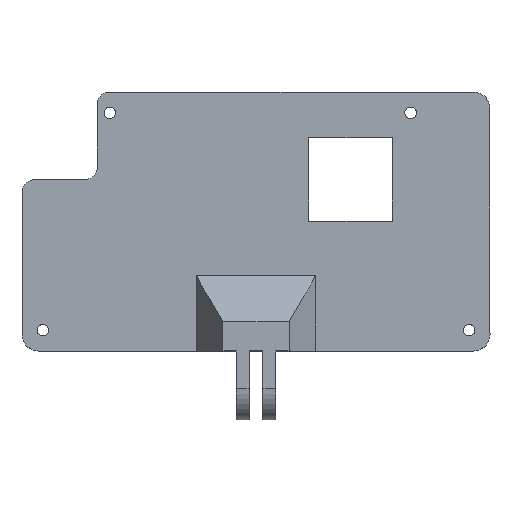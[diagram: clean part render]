
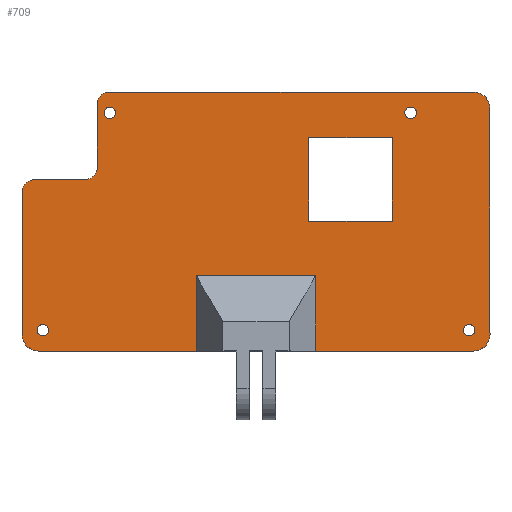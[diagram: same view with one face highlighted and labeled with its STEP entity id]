
A CAD part, top view. The second image highlights one B-rep face of the part: STEP entity #709.
In plain terms, the highlighted planar face has unit normal (0, 0, 1).
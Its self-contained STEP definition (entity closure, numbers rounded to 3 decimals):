
#15=FACE_BOUND('',#91,.T.);
#16=FACE_BOUND('',#92,.T.);
#17=FACE_BOUND('',#93,.T.);
#18=FACE_BOUND('',#94,.T.);
#19=FACE_BOUND('',#95,.T.);
#30=PLANE('',#763);
#54=FACE_OUTER_BOUND('',#90,.T.);
#90=EDGE_LOOP('',(#498,#499,#500,#501,#502,#503,#504,#505,#506,#507,#508,
#509,#510,#511,#512,#513));
#91=EDGE_LOOP('',(#514,#515,#516,#517));
#92=EDGE_LOOP('',(#518));
#93=EDGE_LOOP('',(#519));
#94=EDGE_LOOP('',(#520));
#95=EDGE_LOOP('',(#521));
#141=LINE('',#1042,#215);
#143=LINE('',#1051,#217);
#144=LINE('',#1055,#218);
#145=LINE('',#1057,#219);
#146=LINE('',#1059,#220);
#147=LINE('',#1061,#221);
#148=LINE('',#1063,#222);
#149=LINE('',#1067,#223);
#150=LINE('',#1071,#224);
#151=LINE('',#1074,#225);
#152=LINE('',#1077,#226);
#153=LINE('',#1079,#227);
#154=LINE('',#1081,#228);
#155=LINE('',#1082,#229);
#215=VECTOR('',#835,10.);
#217=VECTOR('',#845,10.);
#218=VECTOR('',#848,10.);
#219=VECTOR('',#849,10.);
#220=VECTOR('',#850,10.);
#221=VECTOR('',#851,10.);
#222=VECTOR('',#852,10.);
#223=VECTOR('',#855,10.);
#224=VECTOR('',#858,10.);
#225=VECTOR('',#861,10.);
#226=VECTOR('',#862,10.);
#227=VECTOR('',#863,10.);
#228=VECTOR('',#864,10.);
#229=VECTOR('',#865,10.);
#286=CIRCLE('',#758,3.);
#288=CIRCLE('',#762,3.);
#289=CIRCLE('',#764,4.001);
#290=CIRCLE('',#765,4.001);
#291=CIRCLE('',#766,4.001);
#292=CIRCLE('',#767,3.);
#293=CIRCLE('',#768,1.375);
#294=CIRCLE('',#769,1.375);
#295=CIRCLE('',#770,1.375);
#296=CIRCLE('',#771,1.375);
#316=VERTEX_POINT('',#1032);
#317=VERTEX_POINT('',#1034);
#319=VERTEX_POINT('',#1040);
#321=VERTEX_POINT('',#1046);
#322=VERTEX_POINT('',#1050);
#323=VERTEX_POINT('',#1052);
#324=VERTEX_POINT('',#1054);
#325=VERTEX_POINT('',#1056);
#326=VERTEX_POINT('',#1058);
#327=VERTEX_POINT('',#1060);
#328=VERTEX_POINT('',#1062);
#329=VERTEX_POINT('',#1064);
#330=VERTEX_POINT('',#1066);
#331=VERTEX_POINT('',#1068);
#332=VERTEX_POINT('',#1070);
#333=VERTEX_POINT('',#1072);
#334=VERTEX_POINT('',#1075);
#335=VERTEX_POINT('',#1076);
#336=VERTEX_POINT('',#1078);
#337=VERTEX_POINT('',#1080);
#338=VERTEX_POINT('',#1083);
#339=VERTEX_POINT('',#1085);
#340=VERTEX_POINT('',#1087);
#341=VERTEX_POINT('',#1089);
#385=EDGE_CURVE('',#316,#317,#286,.T.);
#389=EDGE_CURVE('',#316,#319,#141,.T.);
#392=EDGE_CURVE('',#321,#319,#288,.T.);
#393=EDGE_CURVE('',#322,#321,#143,.T.);
#394=EDGE_CURVE('',#323,#322,#289,.T.);
#395=EDGE_CURVE('',#324,#323,#144,.T.);
#396=EDGE_CURVE('',#324,#325,#145,.T.);
#397=EDGE_CURVE('',#325,#326,#146,.T.);
#398=EDGE_CURVE('',#326,#327,#147,.T.);
#399=EDGE_CURVE('',#328,#327,#148,.T.);
#400=EDGE_CURVE('',#329,#328,#290,.T.);
#401=EDGE_CURVE('',#330,#329,#149,.T.);
#402=EDGE_CURVE('',#331,#330,#291,.T.);
#403=EDGE_CURVE('',#332,#331,#150,.T.);
#404=EDGE_CURVE('',#333,#332,#292,.T.);
#405=EDGE_CURVE('',#333,#317,#151,.T.);
#406=EDGE_CURVE('',#334,#335,#152,.T.);
#407=EDGE_CURVE('',#335,#336,#153,.T.);
#408=EDGE_CURVE('',#336,#337,#154,.T.);
#409=EDGE_CURVE('',#337,#334,#155,.T.);
#410=EDGE_CURVE('',#338,#338,#293,.T.);
#411=EDGE_CURVE('',#339,#339,#294,.T.);
#412=EDGE_CURVE('',#340,#340,#295,.T.);
#413=EDGE_CURVE('',#341,#341,#296,.T.);
#498=ORIENTED_EDGE('',*,*,#392,.F.);
#499=ORIENTED_EDGE('',*,*,#393,.F.);
#500=ORIENTED_EDGE('',*,*,#394,.F.);
#501=ORIENTED_EDGE('',*,*,#395,.F.);
#502=ORIENTED_EDGE('',*,*,#396,.T.);
#503=ORIENTED_EDGE('',*,*,#397,.T.);
#504=ORIENTED_EDGE('',*,*,#398,.T.);
#505=ORIENTED_EDGE('',*,*,#399,.F.);
#506=ORIENTED_EDGE('',*,*,#400,.F.);
#507=ORIENTED_EDGE('',*,*,#401,.F.);
#508=ORIENTED_EDGE('',*,*,#402,.F.);
#509=ORIENTED_EDGE('',*,*,#403,.F.);
#510=ORIENTED_EDGE('',*,*,#404,.F.);
#511=ORIENTED_EDGE('',*,*,#405,.T.);
#512=ORIENTED_EDGE('',*,*,#385,.F.);
#513=ORIENTED_EDGE('',*,*,#389,.T.);
#514=ORIENTED_EDGE('',*,*,#406,.T.);
#515=ORIENTED_EDGE('',*,*,#407,.T.);
#516=ORIENTED_EDGE('',*,*,#408,.T.);
#517=ORIENTED_EDGE('',*,*,#409,.T.);
#518=ORIENTED_EDGE('',*,*,#410,.T.);
#519=ORIENTED_EDGE('',*,*,#411,.T.);
#520=ORIENTED_EDGE('',*,*,#412,.T.);
#521=ORIENTED_EDGE('',*,*,#413,.T.);
#709=ADVANCED_FACE('',(#54,#15,#16,#17,#18,#19),#30,.T.);
#758=AXIS2_PLACEMENT_3D('',#1035,#828,#829);
#762=AXIS2_PLACEMENT_3D('',#1048,#841,#842);
#763=AXIS2_PLACEMENT_3D('',#1049,#843,#844);
#764=AXIS2_PLACEMENT_3D('',#1053,#846,#847);
#765=AXIS2_PLACEMENT_3D('',#1065,#853,#854);
#766=AXIS2_PLACEMENT_3D('',#1069,#856,#857);
#767=AXIS2_PLACEMENT_3D('',#1073,#859,#860);
#768=AXIS2_PLACEMENT_3D('',#1084,#866,#867);
#769=AXIS2_PLACEMENT_3D('',#1086,#868,#869);
#770=AXIS2_PLACEMENT_3D('',#1088,#870,#871);
#771=AXIS2_PLACEMENT_3D('',#1090,#872,#873);
#828=DIRECTION('center_axis',(0.,0.,1.));
#829=DIRECTION('ref_axis',(0.707,-0.707,0.));
#835=DIRECTION('',(-1.,0.,0.));
#841=DIRECTION('center_axis',(0.,0.,-1.));
#842=DIRECTION('ref_axis',(-0.707,0.707,0.));
#843=DIRECTION('center_axis',(0.,0.,1.));
#844=DIRECTION('ref_axis',(1.,0.,0.));
#845=DIRECTION('',(0.,1.,0.));
#846=DIRECTION('center_axis',(0.,0.,-1.));
#847=DIRECTION('ref_axis',(-0.707,-0.707,0.));
#848=DIRECTION('',(-1.,0.,0.));
#849=DIRECTION('',(0.,1.,0.));
#850=DIRECTION('',(1.,0.,0.));
#851=DIRECTION('',(0.,-1.,0.));
#852=DIRECTION('',(-1.,0.,0.));
#853=DIRECTION('center_axis',(0.,0.,-1.));
#854=DIRECTION('ref_axis',(0.707,-0.707,0.));
#855=DIRECTION('',(0.,-1.,0.));
#856=DIRECTION('center_axis',(0.,0.,-1.));
#857=DIRECTION('ref_axis',(0.707,0.707,0.));
#858=DIRECTION('',(1.,0.,0.));
#859=DIRECTION('center_axis',(0.,0.,-1.));
#860=DIRECTION('ref_axis',(-0.707,0.707,0.));
#861=DIRECTION('',(0.,-1.,0.));
#862=DIRECTION('',(0.,-1.,0.));
#863=DIRECTION('',(-1.,0.,0.));
#864=DIRECTION('',(0.,1.,0.));
#865=DIRECTION('',(1.,0.,0.));
#866=DIRECTION('center_axis',(0.,0.,-1.));
#867=DIRECTION('ref_axis',(-1.,0.,0.));
#868=DIRECTION('center_axis',(0.,0.,-1.));
#869=DIRECTION('ref_axis',(-1.,0.,0.));
#870=DIRECTION('center_axis',(0.,0.,-1.));
#871=DIRECTION('ref_axis',(-1.,0.,0.));
#872=DIRECTION('center_axis',(0.,0.,-1.));
#873=DIRECTION('ref_axis',(-1.,0.,0.));
#1032=CARTESIAN_POINT('',(-41.,0.,-20.));
#1034=CARTESIAN_POINT('',(-38.,3.,-20.));
#1035=CARTESIAN_POINT('Origin',(-41.,3.,-20.));
#1040=CARTESIAN_POINT('',(-53.,0.,-20.));
#1042=CARTESIAN_POINT('',(-28.,0.,-20.));
#1046=CARTESIAN_POINT('',(-56.,-3.,-20.));
#1048=CARTESIAN_POINT('Origin',(-53.,-3.,-20.));
#1049=CARTESIAN_POINT('Origin',(0.,-17.,
-20.));
#1050=CARTESIAN_POINT('',(-56.,-36.999,-20.));
#1051=CARTESIAN_POINT('',(-56.,-14.,-20.));
#1052=CARTESIAN_POINT('',(-51.999,-41.,-20.));
#1053=CARTESIAN_POINT('Origin',(-51.999,-36.999,-20.));
#1054=CARTESIAN_POINT('',(-14.251,-41.,-20.));
#1055=CARTESIAN_POINT('',(-9.,-41.,-20.));
#1056=CARTESIAN_POINT('',(-14.251,-23.,-20.));
#1057=CARTESIAN_POINT('',(-14.251,-15.5,-20.));
#1058=CARTESIAN_POINT('',(14.251,-23.,-20.));
#1059=CARTESIAN_POINT('',(0.,-23.,-20.));
#1060=CARTESIAN_POINT('',(14.251,-41.,-20.));
#1061=CARTESIAN_POINT('',(14.251,-15.5,-20.));
#1062=CARTESIAN_POINT('',(51.999,-41.,-20.));
#1063=CARTESIAN_POINT('',(-9.,-41.,-20.));
#1064=CARTESIAN_POINT('',(56.,-36.999,-20.));
#1065=CARTESIAN_POINT('Origin',(51.999,-36.999,-20.));
#1066=CARTESIAN_POINT('',(56.,16.999,-20.));
#1067=CARTESIAN_POINT('',(56.,-27.,-20.));
#1068=CARTESIAN_POINT('',(51.999,21.,-20.));
#1069=CARTESIAN_POINT('Origin',(51.999,16.999,-20.));
#1070=CARTESIAN_POINT('',(-35.,21.,-20.));
#1071=CARTESIAN_POINT('',(23.5,21.,-20.));
#1072=CARTESIAN_POINT('',(-38.,18.,-20.));
#1073=CARTESIAN_POINT('Origin',(-35.,18.,-20.));
#1074=CARTESIAN_POINT('',(-38.,-8.5,-20.));
#1075=CARTESIAN_POINT('',(32.622,10.096,-20.));
#1076=CARTESIAN_POINT('',(32.622,-9.904,-20.));
#1077=CARTESIAN_POINT('',(32.622,-11.952,-20.));
#1078=CARTESIAN_POINT('',(12.622,-9.904,-20.));
#1079=CARTESIAN_POINT('',(7.811,-9.904,-20.));
#1080=CARTESIAN_POINT('',(12.622,10.096,-20.));
#1081=CARTESIAN_POINT('',(12.622,-4.952,-20.));
#1082=CARTESIAN_POINT('',(14.811,10.096,-20.));
#1083=CARTESIAN_POINT('',(52.375,-36.,-20.));
#1084=CARTESIAN_POINT('Origin',(51.,-36.,-20.));
#1085=CARTESIAN_POINT('',(38.375,16.,-20.));
#1086=CARTESIAN_POINT('Origin',(37.,16.,-20.));
#1087=CARTESIAN_POINT('',(-49.625,-36.,-20.));
#1088=CARTESIAN_POINT('Origin',(-51.,-36.,-20.));
#1089=CARTESIAN_POINT('',(-33.625,16.,-20.));
#1090=CARTESIAN_POINT('Origin',(-35.,16.,-20.));
